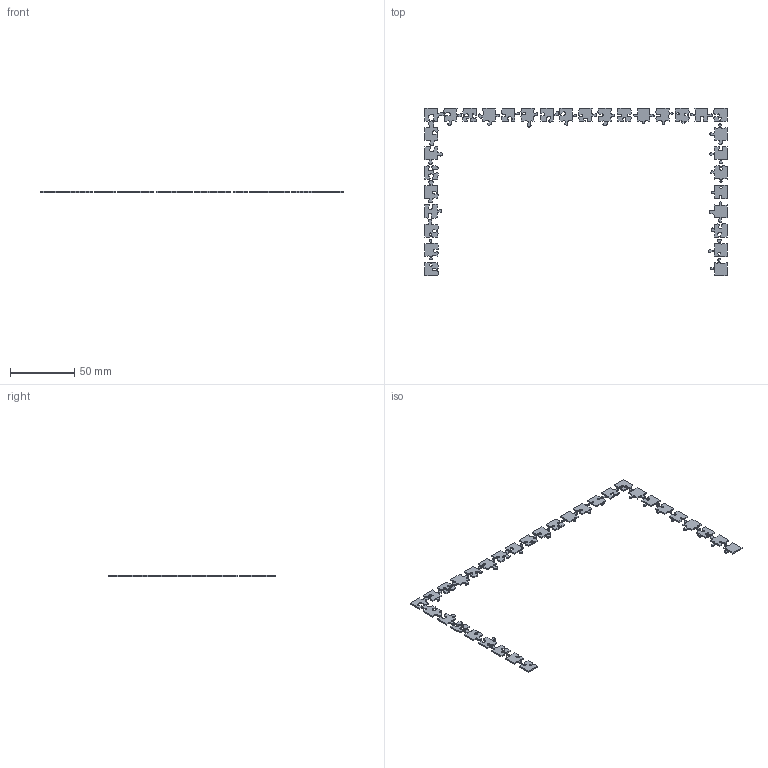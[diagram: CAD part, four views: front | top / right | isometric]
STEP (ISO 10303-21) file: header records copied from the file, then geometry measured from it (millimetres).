
FILE_DESCRIPTION(('HOOPS Exchange Step'),'2;1');
FILE_NAME('temp_export','2024-07-12T11:32:56+08:00',('sharma21'),('Shapr3D Limited'),'HOOPS Exchange 2024.2','Shapr3D','Authorized');
FILE_SCHEMA( ('AUTOMOTIVE_DESIGN { 1 0 10303 214 1 1 1 1 }') );
Length unit declared in the file: millimetre
Products named in the file (1): root
Bounding box: 235 x 130 x 1 mm (x, y, z)
Volume: 3233.4 mm3; surface area: 8340.8 mm2
Topology: 32 solids, 32 shells, 192 faces, 384 edges, 256 vertices
Faces by surface type: plane 100, bspline 92
Entity records: 6297 total; most frequent: CARTESIAN_POINT 2913, ORIENTED_EDGE 768, DIRECTION 402, EDGE_CURVE 384, VERTEX_POINT 256, VECTOR 200, LINE 200, EDGE_LOOP 192
